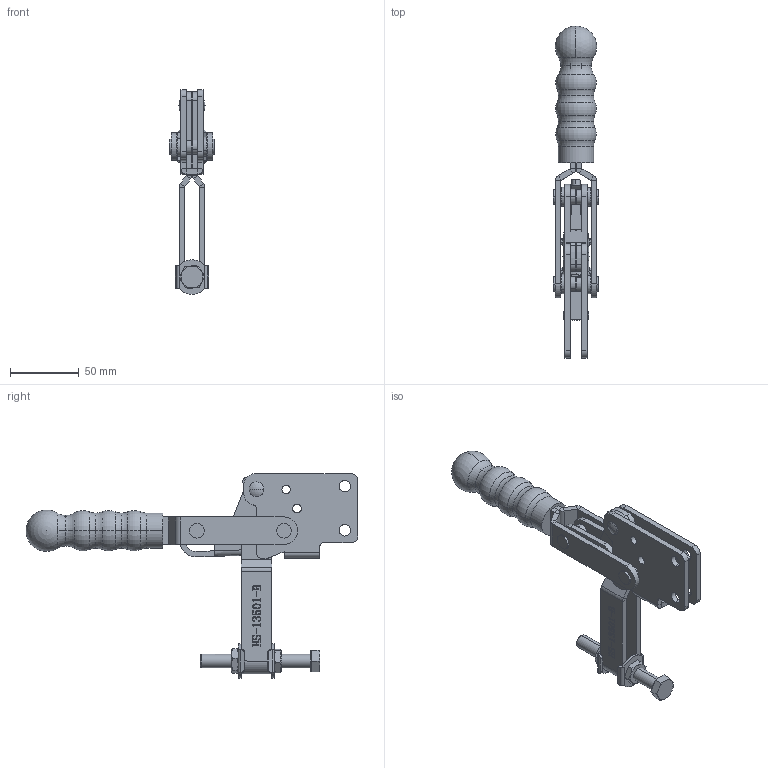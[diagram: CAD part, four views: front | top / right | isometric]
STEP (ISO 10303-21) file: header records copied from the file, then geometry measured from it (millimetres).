
FILE_DESCRIPTION (( 'STEP AP203' ), '1' );
FILE_NAME ('HS-13501-B .STEP', '2019-10-14T06:44:02', ( '微软用户' ), ( '微软中国' ), 'SwSTEP 2.0', 'SolidWorks 2012', '' );
FILE_SCHEMA (( 'CONFIG_CONTROL_DESIGN' ));
Length unit declared in the file: millimetre
Products named in the file (13): HS-13501-B ; FW-380; 怢論杶; 騵艦杶; 蟀裝1; hex thin nuts-grades ab-chamfered gb_GB_FASTENER_NUT_STNAB M10-N; hexagon head bolts-full thread gb_GB_FASTENER_BOLT_STBAB A M10X80-C; 眻忒梟; 酗种; 忒參; 傻种; U倰揤參; 眻菁釱
Assembly tree (21 placements, depth 2):
  HS-13501-B 
    眻菁釱
    U倰揤參
    傻种  x2
    忒參
    酗种  x2
    眻忒梟  x2
    hexagon head bolts-full thread gb_GB_FASTENER_BOLT_STBAB A M10X80-C
    hex thin nuts-grades ab-chamfered gb_GB_FASTENER_NUT_STNAB M10-N  x2
    蟀裝1
    騵艦杶  x2
    怢論杶  x4
    FW-380  x2
Bounding box: 33 x 240.68 x 148.27 mm (x, y, z)
Volume: 170820.2 mm3; surface area: 85161.6 mm2
Topology: 21 solids, 21 shells, 891 faces, 2242 edges, 1436 vertices
Faces by surface type: plane 430, cylinder 211, bspline 146, cone 74, torus 20, sphere 10
Entity records: 31284 total; most frequent: CARTESIAN_POINT 12413, ORIENTED_EDGE 3790, DIRECTION 3167, EDGE_CURVE 1895, VERTEX_POINT 1223, VECTOR 1169, LINE 1169, AXIS2_PLACEMENT_3D 999
